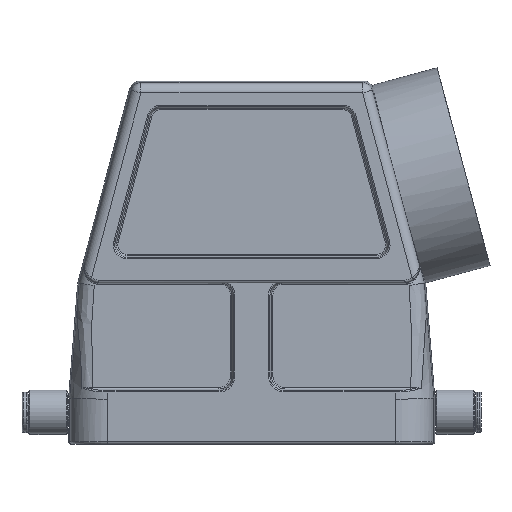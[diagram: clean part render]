
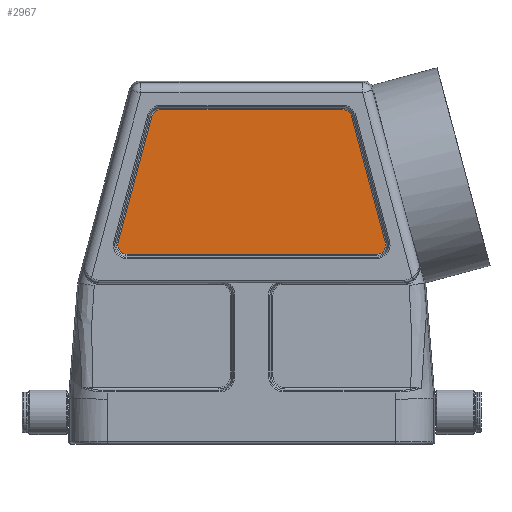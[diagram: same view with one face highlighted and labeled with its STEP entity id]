
A CAD part, front view. The second image highlights one B-rep face of the part: STEP entity #2967.
In plain terms, the highlighted planar face has unit normal (0, -1, 0).
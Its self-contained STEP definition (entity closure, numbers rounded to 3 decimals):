
#2892=CARTESIAN_POINT('',(18.027,-21.25,55.35));
#2893=DIRECTION('',(0.0,1.0,0.0));
#2894=DIRECTION('',(0.0,0.0,1.0));
#2895=AXIS2_PLACEMENT_3D('',#2892,#2893,#2894);
#2896=PLANE('',#2895);
#2897=CARTESIAN_POINT('',(26.498,-21.25,30.825));
#2898=VERTEX_POINT('',#2897);
#2899=CARTESIAN_POINT('',(19.8,-21.25,55.825));
#2900=VERTEX_POINT('',#2899);
#2901=CARTESIAN_POINT('',(26.498,-21.25,30.825));
#2902=DIRECTION('',(-0.259,0.0,0.966));
#2903=VECTOR('',#2902,25.882);
#2904=LINE('',#2901,#2903);
#2905=EDGE_CURVE('',#2898,#2900,#2904,.T.);
#2906=ORIENTED_EDGE('',*,*,#2905,.T.);
#2907=CARTESIAN_POINT('',(18.027,-21.25,57.185));
#2908=VERTEX_POINT('',#2907);
#2909=CARTESIAN_POINT('',(18.027,-21.25,55.35));
#2910=DIRECTION('',(0.0,-1.0,0.0));
#2911=DIRECTION('',(0.0,0.0,1.0));
#2912=AXIS2_PLACEMENT_3D('',#2909,#2910,#2911);
#2913=CIRCLE('',#2912,1.835);
#2914=EDGE_CURVE('',#2900,#2908,#2913,.T.);
#2915=ORIENTED_EDGE('',*,*,#2914,.T.);
#2916=CARTESIAN_POINT('',(-18.027,-21.25,57.185));
#2917=VERTEX_POINT('',#2916);
#2918=CARTESIAN_POINT('',(18.027,-21.25,57.185));
#2919=DIRECTION('',(-1.0,0.0,0.0));
#2920=VECTOR('',#2919,36.054);
#2921=LINE('',#2918,#2920);
#2922=EDGE_CURVE('',#2908,#2917,#2921,.T.);
#2923=ORIENTED_EDGE('',*,*,#2922,.T.);
#2924=CARTESIAN_POINT('',(-19.8,-21.25,55.825));
#2925=VERTEX_POINT('',#2924);
#2926=CARTESIAN_POINT('',(-18.027,-21.25,55.35));
#2927=DIRECTION('',(0.0,-1.0,0.0));
#2928=DIRECTION('',(0.0,0.0,1.0));
#2929=AXIS2_PLACEMENT_3D('',#2926,#2927,#2928);
#2930=CIRCLE('',#2929,1.835);
#2931=EDGE_CURVE('',#2917,#2925,#2930,.T.);
#2932=ORIENTED_EDGE('',*,*,#2931,.T.);
#2933=CARTESIAN_POINT('',(-26.498,-21.25,30.825));
#2934=VERTEX_POINT('',#2933);
#2935=CARTESIAN_POINT('',(-19.8,-21.25,55.825));
#2936=DIRECTION('',(-0.259,0.0,-0.966));
#2937=VECTOR('',#2936,25.882);
#2938=LINE('',#2935,#2937);
#2939=EDGE_CURVE('',#2925,#2934,#2938,.T.);
#2940=ORIENTED_EDGE('',*,*,#2939,.T.);
#2941=CARTESIAN_POINT('',(-24.726,-21.25,28.515));
#2942=VERTEX_POINT('',#2941);
#2943=CARTESIAN_POINT('',(-24.726,-21.25,30.35));
#2944=DIRECTION('',(0.0,-1.0,0.0));
#2945=DIRECTION('',(0.0,0.0,1.0));
#2946=AXIS2_PLACEMENT_3D('',#2943,#2944,#2945);
#2947=CIRCLE('',#2946,1.835);
#2948=EDGE_CURVE('',#2934,#2942,#2947,.T.);
#2949=ORIENTED_EDGE('',*,*,#2948,.T.);
#2950=CARTESIAN_POINT('',(24.726,-21.25,28.515));
#2951=VERTEX_POINT('',#2950);
#2952=CARTESIAN_POINT('',(-24.726,-21.25,28.515));
#2953=DIRECTION('',(1.0,0.0,0.0));
#2954=VECTOR('',#2953,49.452);
#2955=LINE('',#2952,#2954);
#2956=EDGE_CURVE('',#2942,#2951,#2955,.T.);
#2957=ORIENTED_EDGE('',*,*,#2956,.T.);
#2958=CARTESIAN_POINT('',(24.726,-21.25,30.35));
#2959=DIRECTION('',(0.0,-1.0,0.0));
#2960=DIRECTION('',(0.0,0.0,1.0));
#2961=AXIS2_PLACEMENT_3D('',#2958,#2959,#2960);
#2962=CIRCLE('',#2961,1.835);
#2963=EDGE_CURVE('',#2951,#2898,#2962,.T.);
#2964=ORIENTED_EDGE('',*,*,#2963,.T.);
#2965=EDGE_LOOP('',(#2906,#2915,#2923,#2932,#2940,#2949,#2957,#2964));
#2966=FACE_OUTER_BOUND('',#2965,.T.);
#2967=ADVANCED_FACE('',(#2966),#2896,.F.);
